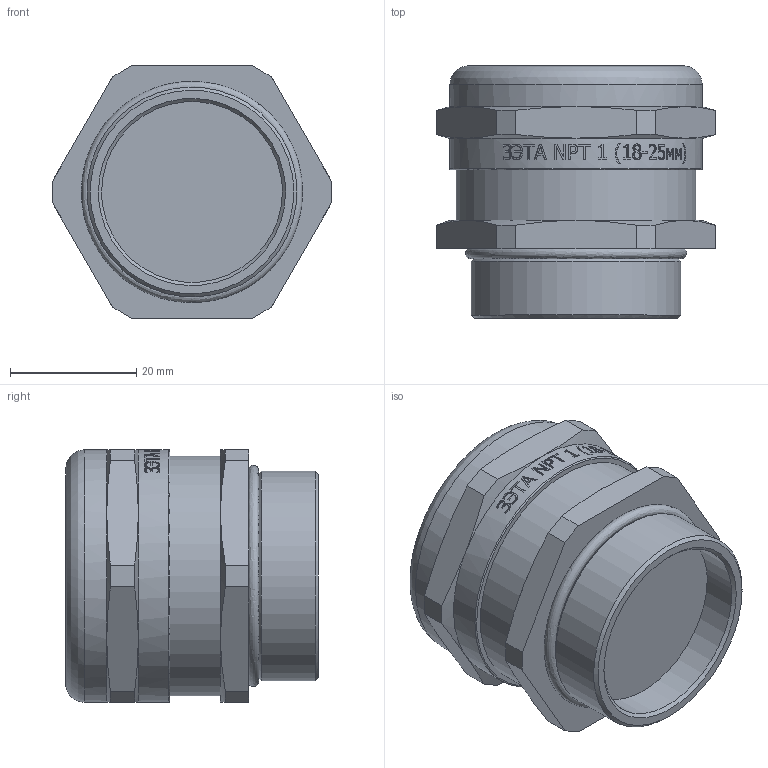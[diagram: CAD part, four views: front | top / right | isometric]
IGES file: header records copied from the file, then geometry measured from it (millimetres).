
Global section: file name: 5 КВ-NPT 1 (18-25мм); native system: Autodesk Inventor 2015; preprocessor: unknown; author: zeta-23; date: 20161028.225637; units: millimetre
Bounding box: 44.19 x 40 x 40 mm (x, y, z)
Volume: 41545.7 mm3; surface area: 8484.3 mm2
Topology: 1 solids, 1 shells, 309 faces, 839 edges, 558 vertices
Faces by surface type: bspline 309
